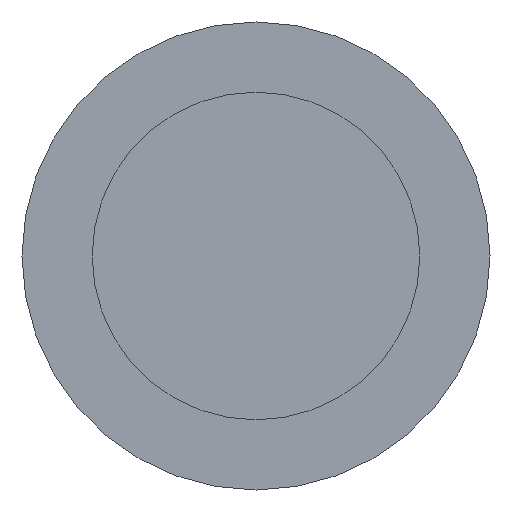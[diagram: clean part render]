
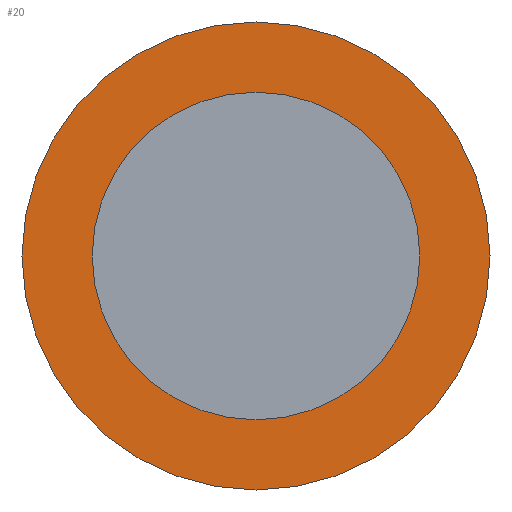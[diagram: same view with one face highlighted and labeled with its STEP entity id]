
A CAD part, front view. The second image highlights one B-rep face of the part: STEP entity #20.
In plain terms, the highlighted planar face has unit normal (0, -1, 0).
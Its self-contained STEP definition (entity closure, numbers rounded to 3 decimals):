
#8 = DIRECTION ( 'NONE',  ( 0., 0., -1. ) ) ;
#14 = EDGE_CURVE ( 'NONE', #74, #74, #63, .T. ) ;
#17 = DIRECTION ( 'NONE',  ( 0., 1., 0. ) ) ;
#19 = EDGE_LOOP ( 'NONE', ( #79 ) ) ;
#20 = ADVANCED_FACE ( 'NONE', ( #122, #212 ), #230, .F. ) ;
#40 = CIRCLE ( 'NONE', #271, 1.75 ) ;
#41 = CARTESIAN_POINT ( 'NONE',  ( 0., -7.75, 0. ) ) ;
#49 = EDGE_LOOP ( 'NONE', ( #75 ) ) ;
#63 = CIRCLE ( 'NONE', #140, 2.5 ) ;
#69 = VERTEX_POINT ( 'NONE', #289 ) ;
#73 = DIRECTION ( 'NONE',  ( 0., 0., 1. ) ) ;
#74 = VERTEX_POINT ( 'NONE', #148 ) ;
#75 = ORIENTED_EDGE ( 'NONE', *, *, #196, .F. ) ;
#79 = ORIENTED_EDGE ( 'NONE', *, *, #14, .F. ) ;
#103 = DIRECTION ( 'NONE',  ( 0., 1., 0. ) ) ;
#122 = FACE_BOUND ( 'NONE', #49, .T. ) ;
#140 = AXIS2_PLACEMENT_3D ( 'NONE', #149, #17, #266 ) ;
#148 = CARTESIAN_POINT ( 'NONE',  ( 0., -7.75, 2.5 ) ) ;
#149 = CARTESIAN_POINT ( 'NONE',  ( 0., -7.75, 0. ) ) ;
#170 = DIRECTION ( 'NONE',  ( 0., -1., 0. ) ) ;
#196 = EDGE_CURVE ( 'NONE', #69, #69, #40, .T. ) ;
#212 = FACE_OUTER_BOUND ( 'NONE', #19, .T. ) ;
#230 = PLANE ( 'NONE',  #252 ) ;
#252 = AXIS2_PLACEMENT_3D ( 'NONE', #337, #103, #73 ) ;
#266 = DIRECTION ( 'NONE',  ( 0., 0., 1. ) ) ;
#271 = AXIS2_PLACEMENT_3D ( 'NONE', #41, #170, #8 ) ;
#289 = CARTESIAN_POINT ( 'NONE',  ( 0., -7.75, -1.75 ) ) ;
#337 = CARTESIAN_POINT ( 'NONE',  ( 0., -7.75, 0. ) ) ;
